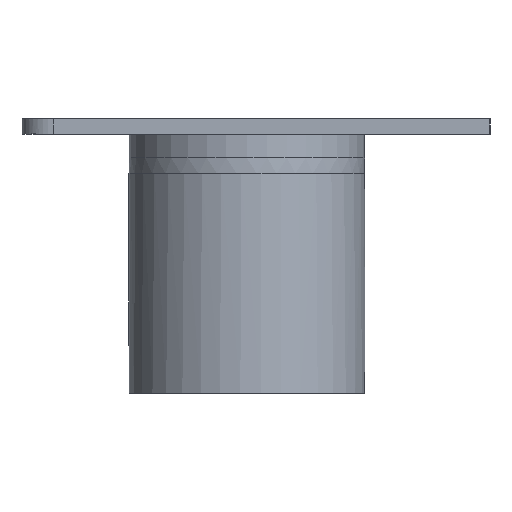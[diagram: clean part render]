
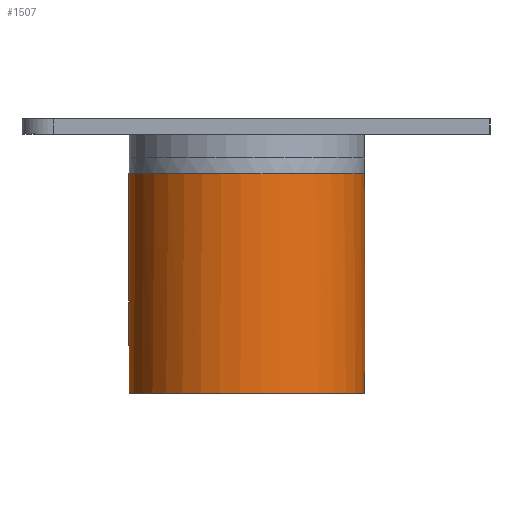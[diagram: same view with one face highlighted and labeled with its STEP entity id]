
A CAD part, left-side view. The second image highlights one B-rep face of the part: STEP entity #1507.
In plain terms, the highlighted cylindrical face has radius 15.045 mm (diameter 30.09 mm), a full revolution.
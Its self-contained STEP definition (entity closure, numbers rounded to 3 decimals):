
#141=FACE_OUTER_BOUND('',#240,.T.);
#240=EDGE_LOOP('',(#1271,#1272,#1273,#1274));
#307=CIRCLE('',#1646,15.045);
#309=CIRCLE('',#1649,15.045);
#488=LINE('',#5738,#563);
#563=VECTOR('',#1961,15.045);
#697=VERTEX_POINT('',#5731);
#699=VERTEX_POINT('',#5736);
#899=EDGE_CURVE('',#697,#697,#307,.T.);
#901=EDGE_CURVE('',#699,#699,#309,.T.);
#902=EDGE_CURVE('',#699,#697,#488,.T.);
#1271=ORIENTED_EDGE('',*,*,#901,.F.);
#1272=ORIENTED_EDGE('',*,*,#902,.T.);
#1273=ORIENTED_EDGE('',*,*,#899,.T.);
#1274=ORIENTED_EDGE('',*,*,#902,.F.);
#1433=CYLINDRICAL_SURFACE('',#1648,15.045);
#1507=ADVANCED_FACE('',(#141),#1433,.T.);
#1646=AXIS2_PLACEMENT_3D('',#5732,#1953,#1954);
#1648=AXIS2_PLACEMENT_3D('',#5735,#1957,#1958);
#1649=AXIS2_PLACEMENT_3D('',#5737,#1959,#1960);
#1953=DIRECTION('center_axis',(0.,0.,-1.));
#1954=DIRECTION('ref_axis',(-1.,0.,0.));
#1957=DIRECTION('center_axis',(0.,0.,-1.));
#1958=DIRECTION('ref_axis',(0.993,0.12,0.));
#1959=DIRECTION('center_axis',(0.,0.,-1.));
#1960=DIRECTION('ref_axis',(-1.,0.,0.));
#1961=DIRECTION('',(0.,0.,1.));
#5731=CARTESIAN_POINT('',(19.063,-0.634,-5.));
#5732=CARTESIAN_POINT('Origin',(34.,1.165,-5.));
#5735=CARTESIAN_POINT('Origin',(34.,1.165,-17.5));
#5736=CARTESIAN_POINT('',(19.063,-0.634,-33.));
#5737=CARTESIAN_POINT('Origin',(34.,1.165,-33.));
#5738=CARTESIAN_POINT('',(19.063,-0.634,-17.5));
